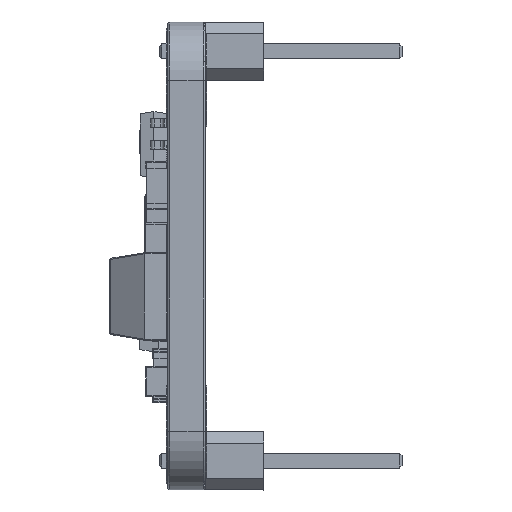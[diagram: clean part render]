
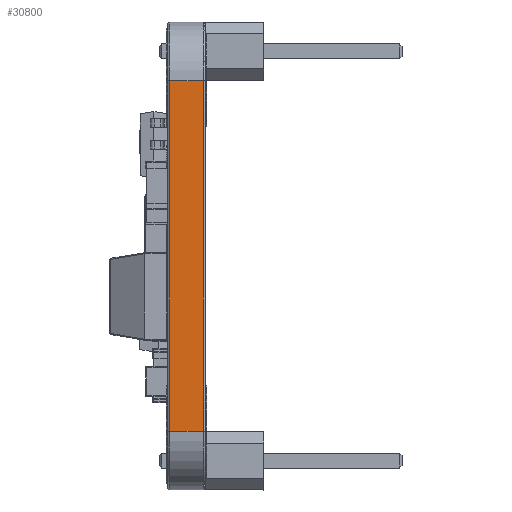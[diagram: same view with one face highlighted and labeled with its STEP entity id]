
A CAD part, left-side view. The second image highlights one B-rep face of the part: STEP entity #30800.
In plain terms, the highlighted planar face has unit normal (-1, 0, 0).
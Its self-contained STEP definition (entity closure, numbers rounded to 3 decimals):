
#30782=AXIS2_PLACEMENT_3D('Plane Axis2P3D',#30779,#30780,#30781) ;
#28868=CARTESIAN_POINT('Vertex',(0.,1.55,-17.78)) ;
#28871=CARTESIAN_POINT('Line Origine',(0.,1.55,-2.54)) ;
#28875=CARTESIAN_POINT('Vertex',(0.,1.55,-2.54)) ;
#30576=CARTESIAN_POINT('Vertex',(0.,0.1,-2.54)) ;
#30607=CARTESIAN_POINT('Vertex',(0.,0.1,-17.78)) ;
#30610=CARTESIAN_POINT('Line Origine',(0.,0.1,-2.54)) ;
#30779=CARTESIAN_POINT('Axis2P3D Location',(0.,1.65,-2.54)) ;
#30784=CARTESIAN_POINT('Line Origine',(0.,0.825,-17.78)) ;
#30789=CARTESIAN_POINT('Line Origine',(0.,0.825,-2.54)) ;
#28872=DIRECTION('Vector Direction',(0.,0.,-1.)) ;
#30611=DIRECTION('Vector Direction',(0.,0.,1.)) ;
#30780=DIRECTION('Axis2P3D Direction',(1.,-0.,0.)) ;
#30781=DIRECTION('Axis2P3D XDirection',(0.,0.,-1.)) ;
#30785=DIRECTION('Vector Direction',(0.,-1.,0.)) ;
#30790=DIRECTION('Vector Direction',(0.,-1.,0.)) ;
#28873=VECTOR('Line Direction',#28872,1.) ;
#30612=VECTOR('Line Direction',#30611,1.) ;
#30786=VECTOR('Line Direction',#30785,1.) ;
#30791=VECTOR('Line Direction',#30790,1.) ;
#30795=ORIENTED_EDGE('',*,*,#30788,.T.) ;
#30796=ORIENTED_EDGE('',*,*,#30614,.T.) ;
#30797=ORIENTED_EDGE('',*,*,#30793,.F.) ;
#30798=ORIENTED_EDGE('',*,*,#28877,.T.) ;
#30800=ADVANCED_FACE('Boss-Extrude13',(#30799),#30783,.F.) ;
#28877=EDGE_CURVE('',#28876,#28869,#28874,.T.) ;
#30614=EDGE_CURVE('',#30608,#30577,#30613,.T.) ;
#30788=EDGE_CURVE('',#28869,#30608,#30787,.T.) ;
#30793=EDGE_CURVE('',#28876,#30577,#30792,.T.) ;
#30794=EDGE_LOOP('',(#30795,#30796,#30797,#30798)) ;
#30799=FACE_OUTER_BOUND('',#30794,.T.) ;
#28874=LINE('Line',#28871,#28873) ;
#30613=LINE('Line',#30610,#30612) ;
#30787=LINE('Line',#30784,#30786) ;
#30792=LINE('Line',#30789,#30791) ;
#30783=PLANE('',#30782) ;
#28869=VERTEX_POINT('',#28868) ;
#28876=VERTEX_POINT('',#28875) ;
#30577=VERTEX_POINT('',#30576) ;
#30608=VERTEX_POINT('',#30607) ;
